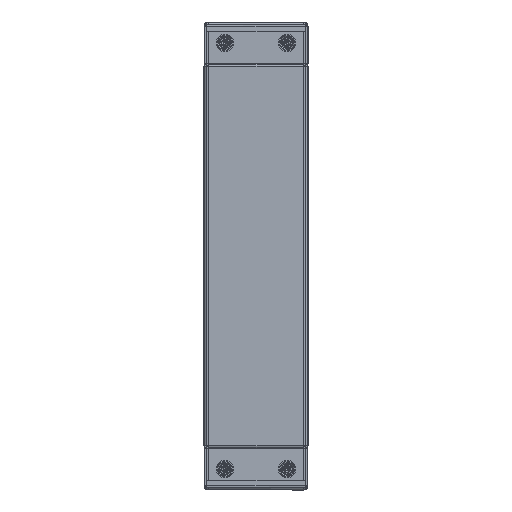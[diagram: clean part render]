
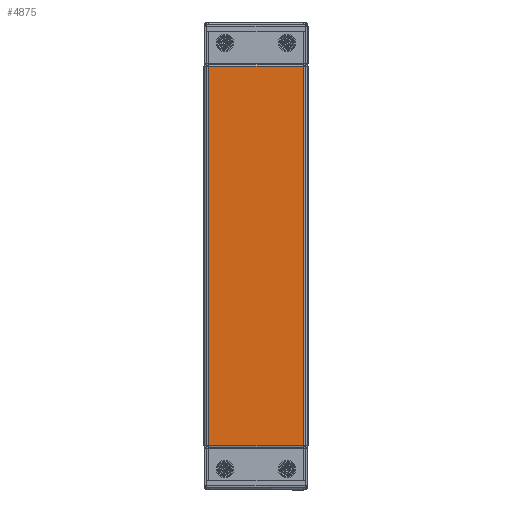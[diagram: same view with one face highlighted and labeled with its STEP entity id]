
A CAD part, left-side view. The second image highlights one B-rep face of the part: STEP entity #4875.
In plain terms, the highlighted face is planar.
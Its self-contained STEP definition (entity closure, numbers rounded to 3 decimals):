
#103 = LINE ( 'NONE', #1282, #5938 ) ;
#134 = EDGE_CURVE ( 'NONE', #1308, #5360, #1991, .T. ) ;
#366 = EDGE_CURVE ( 'NONE', #4859, #2082, #5127, .T. ) ;
#427 = EDGE_CURVE ( 'NONE', #4859, #5360, #1408, .T. ) ;
#443 = CARTESIAN_POINT ( 'NONE',  ( 216., 46., 0. ) ) ;
#507 = VECTOR ( 'NONE', #2588, 1000. ) ;
#995 = DIRECTION ( 'NONE',  ( 0., -1., 0. ) ) ;
#1282 = CARTESIAN_POINT ( 'NONE',  ( 182.5, -50., 0. ) ) ;
#1283 = CARTESIAN_POINT ( 'NONE',  ( 182.5, 50., 0. ) ) ;
#1308 = VERTEX_POINT ( 'NONE', #5848 ) ;
#1408 = LINE ( 'NONE', #6915, #7941 ) ;
#1551 = VECTOR ( 'NONE', #8614, 1000. ) ;
#1687 = AXIS2_PLACEMENT_3D ( 'NONE', #4620, #7478, #1799 ) ;
#1799 = DIRECTION ( 'NONE',  ( -1., 0., 0. ) ) ;
#1902 = FACE_OUTER_BOUND ( 'NONE', #4367, .T. ) ;
#1991 = LINE ( 'NONE', #8790, #3675 ) ;
#2082 = VERTEX_POINT ( 'NONE', #6548 ) ;
#2130 = ORIENTED_EDGE ( 'NONE', *, *, #427, .F. ) ;
#2229 = ORIENTED_EDGE ( 'NONE', *, *, #8391, .F. ) ;
#2372 = EDGE_CURVE ( 'NONE', #6357, #6775, #5087, .T. ) ;
#2511 = VERTEX_POINT ( 'NONE', #6433 ) ;
#2588 = DIRECTION ( 'NONE',  ( 1., 0., 0. ) ) ;
#2630 = ORIENTED_EDGE ( 'NONE', *, *, #7832, .F. ) ;
#3206 = LINE ( 'NONE', #1283, #4313 ) ;
#3372 = CARTESIAN_POINT ( 'NONE',  ( 182.5, -45.241, 0. ) ) ;
#3428 = DIRECTION ( 'NONE',  ( 0., 1., 0. ) ) ;
#3675 = VECTOR ( 'NONE', #5090, 1000. ) ;
#3937 = CARTESIAN_POINT ( 'NONE',  ( -182.5, -46., 0. ) ) ;
#3986 = VECTOR ( 'NONE', #6112, 1000. ) ;
#4296 = VECTOR ( 'NONE', #6319, 1000. ) ;
#4313 = VECTOR ( 'NONE', #6312, 1000. ) ;
#4367 = EDGE_LOOP ( 'NONE', ( #2630, #5103, #4977, #2229, #7868, #2130, #5436, #5340 ) ) ;
#4620 = CARTESIAN_POINT ( 'NONE',  ( 216., 50., 0. ) ) ;
#4706 = EDGE_CURVE ( 'NONE', #5025, #2082, #103, .T. ) ;
#4859 = VERTEX_POINT ( 'NONE', #3937 ) ;
#4875 = ADVANCED_FACE ( 'NONE', ( #1902 ), #5345, .F. ) ;
#4977 = ORIENTED_EDGE ( 'NONE', *, *, #2372, .T. ) ;
#5025 = VERTEX_POINT ( 'NONE', #3372 ) ;
#5087 = LINE ( 'NONE', #443, #4296 ) ;
#5090 = DIRECTION ( 'NONE',  ( 0., -1., 0. ) ) ;
#5103 = ORIENTED_EDGE ( 'NONE', *, *, #5306, .F. ) ;
#5127 = LINE ( 'NONE', #5506, #507 ) ;
#5306 = EDGE_CURVE ( 'NONE', #6357, #2511, #7158, .T. ) ;
#5340 = ORIENTED_EDGE ( 'NONE', *, *, #4706, .F. ) ;
#5345 = PLANE ( 'NONE',  #1687 ) ;
#5360 = VERTEX_POINT ( 'NONE', #8717 ) ;
#5412 = CARTESIAN_POINT ( 'NONE',  ( -182.5, 50., 0. ) ) ;
#5436 = ORIENTED_EDGE ( 'NONE', *, *, #366, .T. ) ;
#5506 = CARTESIAN_POINT ( 'NONE',  ( -216., -46., 0. ) ) ;
#5848 = CARTESIAN_POINT ( 'NONE',  ( -182.5, 45.241, 0. ) ) ;
#5938 = VECTOR ( 'NONE', #995, 1000. ) ;
#6112 = DIRECTION ( 'NONE',  ( 0., 1., 0. ) ) ;
#6312 = DIRECTION ( 'NONE',  ( 0., -1., 0. ) ) ;
#6319 = DIRECTION ( 'NONE',  ( -1., 0., 0. ) ) ;
#6357 = VERTEX_POINT ( 'NONE', #8522 ) ;
#6433 = CARTESIAN_POINT ( 'NONE',  ( 182.5, 45.241, 0. ) ) ;
#6548 = CARTESIAN_POINT ( 'NONE',  ( 182.5, -46., 0. ) ) ;
#6775 = VERTEX_POINT ( 'NONE', #7693 ) ;
#6915 = CARTESIAN_POINT ( 'NONE',  ( -182.5, -50., 0. ) ) ;
#7158 = LINE ( 'NONE', #7244, #1551 ) ;
#7244 = CARTESIAN_POINT ( 'NONE',  ( 182.5, 50., 0. ) ) ;
#7478 = DIRECTION ( 'NONE',  ( 0., 0., -1. ) ) ;
#7693 = CARTESIAN_POINT ( 'NONE',  ( -182.5, 46., 0. ) ) ;
#7832 = EDGE_CURVE ( 'NONE', #2511, #5025, #3206, .T. ) ;
#7868 = ORIENTED_EDGE ( 'NONE', *, *, #134, .T. ) ;
#7921 = LINE ( 'NONE', #5412, #3986 ) ;
#7941 = VECTOR ( 'NONE', #3428, 1000. ) ;
#8391 = EDGE_CURVE ( 'NONE', #1308, #6775, #7921, .T. ) ;
#8522 = CARTESIAN_POINT ( 'NONE',  ( 182.5, 46., 0. ) ) ;
#8614 = DIRECTION ( 'NONE',  ( 0., -1., 0. ) ) ;
#8717 = CARTESIAN_POINT ( 'NONE',  ( -182.5, -45.241, 0. ) ) ;
#8790 = CARTESIAN_POINT ( 'NONE',  ( -182.5, 50., 0. ) ) ;
